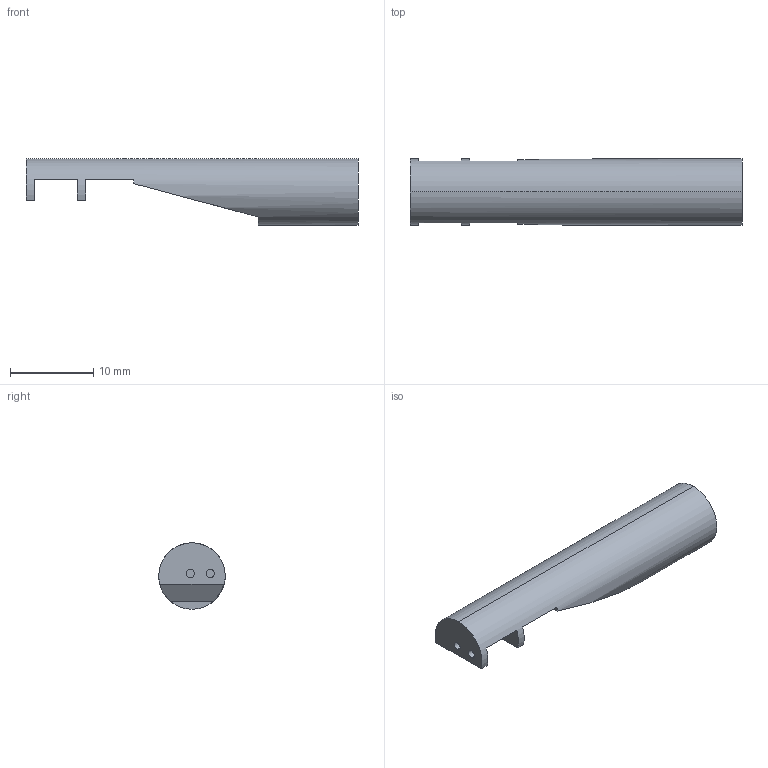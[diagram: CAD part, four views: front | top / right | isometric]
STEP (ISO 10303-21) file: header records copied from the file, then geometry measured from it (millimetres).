
FILE_DESCRIPTION (( 'STEP AP214' ), '1' );
FILE_NAME ('holder_v01_4reto.STEP', '2019-05-21T17:10:41', ( '' ), ( '' ), 'SwSTEP 2.0', 'SolidWorks 2017', '' );
FILE_SCHEMA (( 'AUTOMOTIVE_DESIGN' ));
Length unit declared in the file: millimetre
Products named in the file (1): holder_v01_4reto
Bounding box: 40 x 8 x 8 mm (x, y, z)
Volume: 1306.3 mm3; surface area: 1019.7 mm2
Topology: 1 solids, 1 shells, 18 faces, 48 edges, 32 vertices
Faces by surface type: plane 12, cylinder 6
Entity records: 616 total; most frequent: DIRECTION 106, CARTESIAN_POINT 105, ORIENTED_EDGE 96, EDGE_CURVE 48, AXIS2_PLACEMENT_3D 41, VERTEX_POINT 32, VECTOR 24, LINE 24
